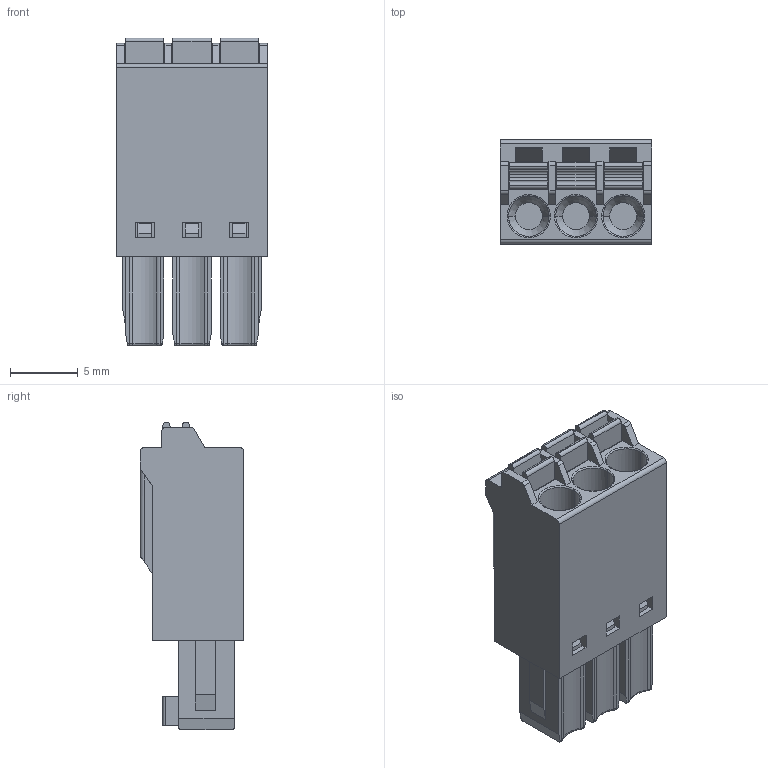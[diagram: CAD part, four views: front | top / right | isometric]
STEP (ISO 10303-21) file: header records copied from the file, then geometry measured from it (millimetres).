
FILE_DESCRIPTION (( 'STEP AP214' ), '1' );
FILE_NAME ('CUI_DEVICES_TBP03P2-350-03BEOR.step', '2021-12-15T22:55:45', ( '' ), ( '' ), 'SwSTEP 2.0', 'SolidWorks 2021', '' );
FILE_SCHEMA (( 'AUTOMOTIVE_DESIGN' ));
Length unit declared in the file: millimetre
Products named in the file (1): CUI_DEVICES_TBP03P2-350-03BEOR
Bounding box: 11.2 x 7.7 x 22.8 mm (x, y, z)
Volume: 1231.8 mm3; surface area: 2341.8 mm2
Topology: 4 solids, 4 shells, 568 faces, 1631 edges, 1072 vertices
Faces by surface type: plane 423, cylinder 112, cone 18, torus 15
Entity records: 18913 total; most frequent: CARTESIAN_POINT 3344, ORIENTED_EDGE 3262, DIRECTION 2984, EDGE_CURVE 1631, LINE 1368, VECTOR 1368, VERTEX_POINT 1072, AXIS2_PLACEMENT_3D 808
